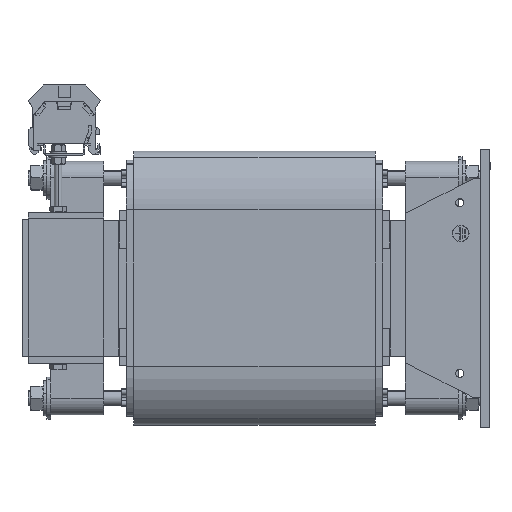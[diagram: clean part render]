
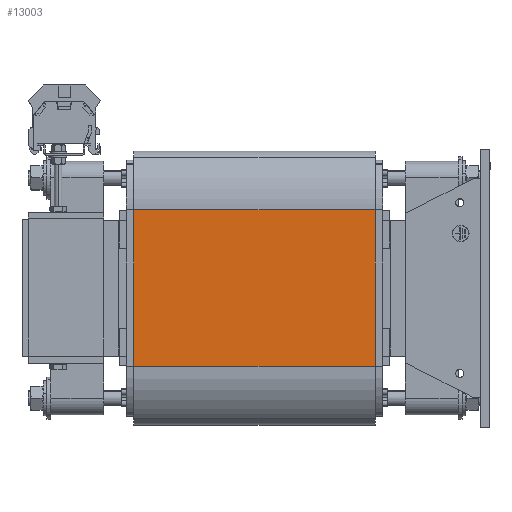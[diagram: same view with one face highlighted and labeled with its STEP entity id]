
A CAD part, left-side view. The second image highlights one B-rep face of the part: STEP entity #13003.
In plain terms, the highlighted face is planar.
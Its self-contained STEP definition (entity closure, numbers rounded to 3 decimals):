
#1266 = CARTESIAN_POINT ( 'NONE',  ( -0.015, -42.106, 80. ) ) ;
#2090 = DIRECTION ( 'NONE',  ( 0., -1., 0. ) ) ;
#2641 = ORIENTED_EDGE ( 'NONE', *, *, #23040, .T. ) ;
#3103 = FACE_OUTER_BOUND ( 'NONE', #13429, .T. ) ;
#3257 = DIRECTION ( 'NONE',  ( 0., 0., -1. ) ) ;
#3334 = EDGE_CURVE ( 'NONE', #23546, #12677, #25033, .T. ) ;
#3456 = DIRECTION ( 'NONE',  ( 0., 0., -1. ) ) ;
#4988 = ORIENTED_EDGE ( 'NONE', *, *, #19358, .F. ) ;
#5093 = DIRECTION ( 'NONE',  ( -1., 0., 0. ) ) ;
#5840 = VECTOR ( 'NONE', #3456, 1000. ) ;
#5880 = DIRECTION ( 'NONE',  ( 1., 0., 0. ) ) ;
#8002 = DIRECTION ( 'NONE',  ( -1., 0., 0. ) ) ;
#9015 = CARTESIAN_POINT ( 'NONE',  ( -16.527, -42.106, 80. ) ) ;
#9702 = LINE ( 'NONE', #1266, #13467 ) ;
#11047 = VERTEX_POINT ( 'NONE', #15014 ) ;
#12677 = VERTEX_POINT ( 'NONE', #25684 ) ;
#12809 = AXIS2_PLACEMENT_3D ( 'NONE', #20285, #2090, #5880 ) ;
#12973 = CARTESIAN_POINT ( 'NONE',  ( -0.015, -42.106, 80. ) ) ;
#13003 = ADVANCED_FACE ( 'NONE', ( #3103 ), #22817, .F. ) ;
#13429 = EDGE_LOOP ( 'NONE', ( #2641, #26460, #4988, #14830 ) ) ;
#13467 = VECTOR ( 'NONE', #3257, 1000. ) ;
#13731 = CARTESIAN_POINT ( 'NONE',  ( 103.773, -42.106, 80. ) ) ;
#14830 = ORIENTED_EDGE ( 'NONE', *, *, #3334, .T. ) ;
#15014 = CARTESIAN_POINT ( 'NONE',  ( -0.015, -42.106, -80. ) ) ;
#15260 = EDGE_CURVE ( 'NONE', #21657, #11047, #9702, .T. ) ;
#15268 = VECTOR ( 'NONE', #8002, 1000. ) ;
#17411 = VECTOR ( 'NONE', #5093, 1000. ) ;
#18387 = CARTESIAN_POINT ( 'NONE',  ( 103.773, -42.106, 80. ) ) ;
#19358 = EDGE_CURVE ( 'NONE', #23546, #21657, #24421, .T. ) ;
#20285 = CARTESIAN_POINT ( 'NONE',  ( -16.527, -42.106, 80. ) ) ;
#20554 = LINE ( 'NONE', #25365, #15268 ) ;
#21657 = VERTEX_POINT ( 'NONE', #12973 ) ;
#22817 = PLANE ( 'NONE',  #12809 ) ;
#23040 = EDGE_CURVE ( 'NONE', #12677, #11047, #20554, .T. ) ;
#23546 = VERTEX_POINT ( 'NONE', #18387 ) ;
#24421 = LINE ( 'NONE', #9015, #17411 ) ;
#25033 = LINE ( 'NONE', #13731, #5840 ) ;
#25365 = CARTESIAN_POINT ( 'NONE',  ( -16.527, -42.106, -80. ) ) ;
#25684 = CARTESIAN_POINT ( 'NONE',  ( 103.773, -42.106, -80. ) ) ;
#26460 = ORIENTED_EDGE ( 'NONE', *, *, #15260, .F. ) ;
